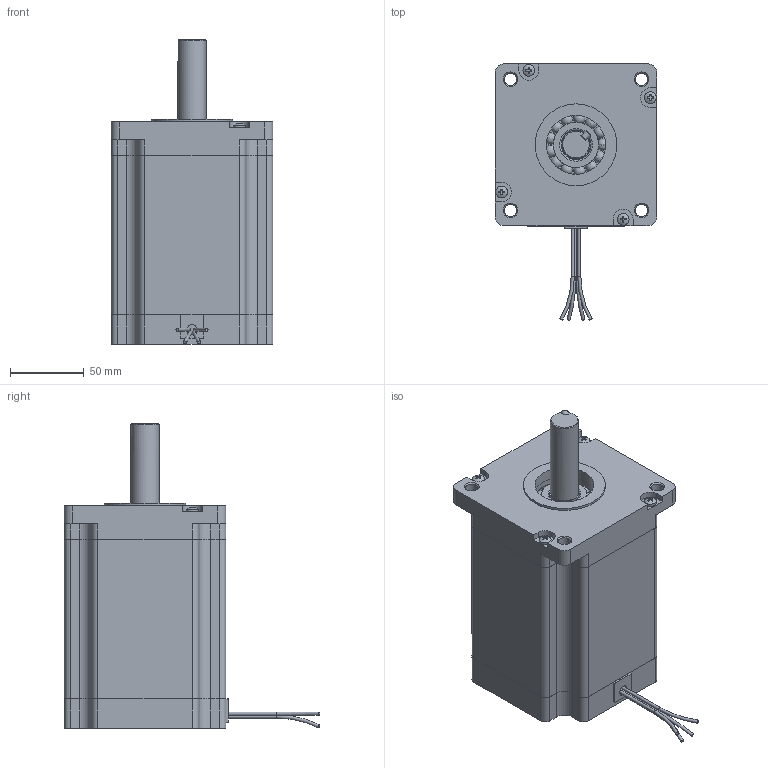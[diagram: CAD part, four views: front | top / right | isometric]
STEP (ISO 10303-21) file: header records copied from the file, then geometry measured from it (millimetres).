
FILE_DESCRIPTION (( 'STEP AP214' ), '1' );
FILE_NAME ('ML42HS2.STEP', '2017-06-19T02:35:43', ( 'Windows' ), ( 'Microsoft' ), 'SwSTEP 2.0', 'SolidWorks 2012', '' );
FILE_SCHEMA (( 'AUTOMOTIVE_DESIGN' ));
Length unit declared in the file: millimetre
Products named in the file (1): ML42HS2
Bounding box: 109.8 x 173.55 x 206.6 mm (x, y, z)
Volume: 802660.7 mm3; surface area: 215936.5 mm2
Topology: 16 solids, 16 shells, 412 faces, 1221 edges, 809 vertices
Faces by surface type: plane 171, cylinder 133, torus 66, sphere 31, cone 11
Full cylindrical faces by diameter (mm): 2.2 x4, 3.3 x4, 4 x4, 4.5 x8, 4.6 x4, 7 x1, 8 x4, 8.3 x4, 9 x1, 15 x2, 19.05 x1, 20 x2, 21.667 x2, 25.4 x1, 28.333 x2, 30 x1, 30.667 x2, 35 x2, 40 x1, 41.333 x2, 52 x2, 55.52 x1, 65 x2, 65.5 x2, 90 x1, 101 x1
Entity records: 19385 total; most frequent: CARTESIAN_POINT 4460, ORIENTED_EDGE 2074, DIRECTION 2046, EDGE_CURVE 1037, AXIS2_PLACEMENT_3D 831, VERTEX_POINT 735, EDGE_LOOP 596, FACE_OUTER_BOUND 462
